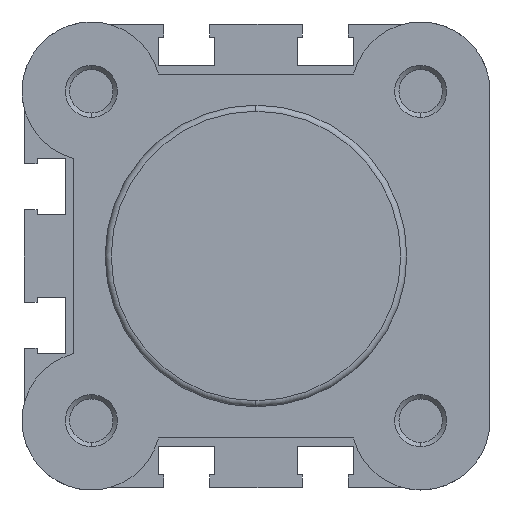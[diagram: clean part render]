
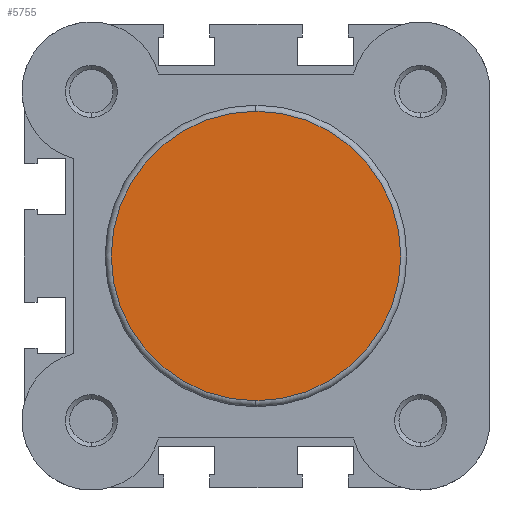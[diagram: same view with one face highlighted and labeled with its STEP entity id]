
A CAD part, left-side view. The second image highlights one B-rep face of the part: STEP entity #5755.
In plain terms, the highlighted planar face has unit normal (-1, 0, 0).
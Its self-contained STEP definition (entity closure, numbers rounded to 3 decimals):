
#22 = VERTEX_POINT ( 'NONE', #395 ) ;
#160 = CARTESIAN_POINT ( 'NONE',  ( 0., 0., -16.7 ) ) ;
#264 = VERTEX_POINT ( 'NONE', #160 ) ;
#395 = CARTESIAN_POINT ( 'NONE',  ( 0., 0., 16.7 ) ) ;
#948 = CARTESIAN_POINT ( 'NONE',  ( 0., 0., 0. ) ) ;
#949 = DIRECTION ( 'NONE',  ( -1., 0., 0. ) ) ;
#950 = DIRECTION ( 'NONE',  ( 0., 0., 1. ) ) ;
#1104 = CARTESIAN_POINT ( 'NONE',  ( 0., 0., 0. ) ) ;
#1112 = DIRECTION ( 'NONE',  ( -1., 0., 0. ) ) ;
#1113 = DIRECTION ( 'NONE',  ( 0., 0., 1. ) ) ;
#2231 = FACE_OUTER_BOUND ( 'NONE', #5955, .T. ) ;
#2772 = CARTESIAN_POINT ( 'NONE',  ( 0., -17.4, 0. ) ) ;
#2773 = PLANE ( 'NONE',  #3087 ) ;
#2775 = DIRECTION ( 'NONE',  ( -1., 0., 0. ) ) ;
#2776 = DIRECTION ( 'NONE',  ( 0., 0., 1. ) ) ;
#3087 = AXIS2_PLACEMENT_3D ( 'NONE', #2772, #2775, #2776 ) ;
#3499 = EDGE_CURVE ( 'NONE', #22, #264, #5104, .T. ) ;
#3562 = EDGE_CURVE ( 'NONE', #264, #22, #5195, .T. ) ;
#3762 = AXIS2_PLACEMENT_3D ( 'NONE', #948, #949, #950 ) ;
#3795 = AXIS2_PLACEMENT_3D ( 'NONE', #1104, #1112, #1113 ) ;
#5104 = CIRCLE ( 'NONE', #3762, 16.7 ) ;
#5195 = CIRCLE ( 'NONE', #3795, 16.7 ) ;
#5755 = ADVANCED_FACE ( 'NONE', ( #2231 ), #2773, .T. ) ;
#5955 = EDGE_LOOP ( 'NONE', ( #6261, #6262 ) ) ;
#6261 = ORIENTED_EDGE ( 'NONE', *, *, #3499, .T. ) ;
#6262 = ORIENTED_EDGE ( 'NONE', *, *, #3562, .T. ) ;
